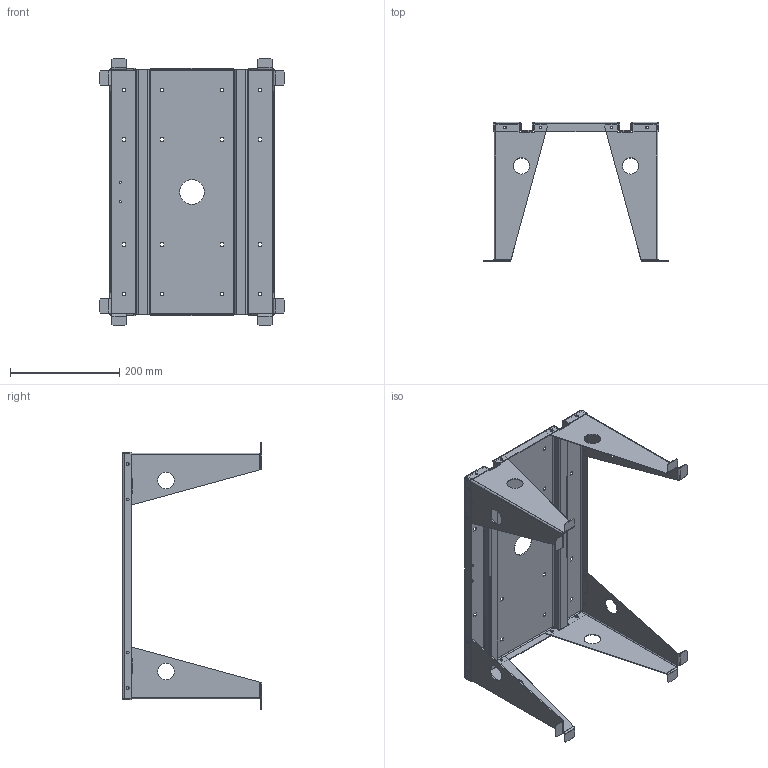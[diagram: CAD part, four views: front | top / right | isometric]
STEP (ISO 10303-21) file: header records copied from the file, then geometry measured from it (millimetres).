
FILE_DESCRIPTION (( 'STEP AP203' ), '1' );
FILE_NAME ('Router Table MB_&.STEP', '2022-07-09T17:51:36', ( '' ), ( '' ), 'SwSTEP 2.0', 'SolidWorks 2022', '' );
FILE_SCHEMA (( 'CONFIG_CONTROL_DESIGN' ));
Length unit declared in the file: millimetre
Products named in the file (1): Router Table MB_&
Bounding box: 340 x 255 x 490 mm (x, y, z)
Volume: 451648.6 mm3; surface area: 605621.8 mm2
Topology: 5 solids, 5 shells, 457 faces, 1155 edges, 708 vertices
Faces by surface type: plane 342, cylinder 99, bspline 16
Full cylindrical faces by diameter (mm): 4 x2, 5 x32, 30 x8, 45 x1
Entity records: 13839 total; most frequent: CARTESIAN_POINT 3018, ORIENTED_EDGE 2164, DIRECTION 2108, EDGE_CURVE 1082, VECTOR 876, LINE 876, VERTEX_POINT 678, EDGE_LOOP 618
